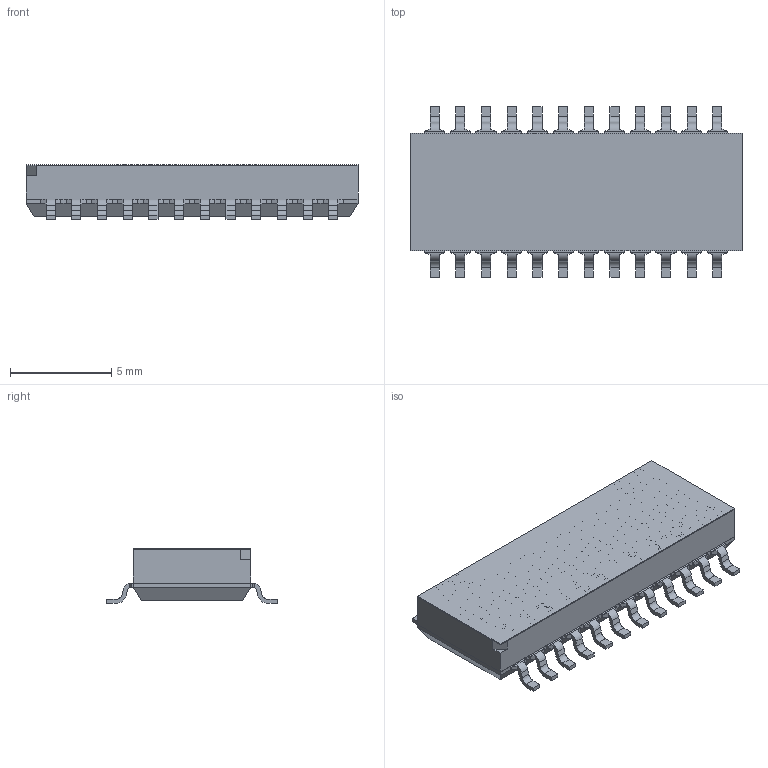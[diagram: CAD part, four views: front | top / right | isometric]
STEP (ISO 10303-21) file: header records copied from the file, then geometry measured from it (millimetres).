
FILE_DESCRIPTION( ( 'Unknown' ), '1' );
FILE_NAME( '416131160812.stp', 'Unknown', ( 'Unknown' ), ( 'Unknown' ), 'PSStep 17.0.49', 'Unknown', ' ' );
FILE_SCHEMA( ( 'AUTOMOTIVE_DESIGN { 1 0 10303 214 1 1 1 1 }' ) );
Length unit declared in the file: millimetre
Products named in the file (8): Assem1; Terminal; Actuator; Contact; Lead_Terminal 12; Housing_12; Cover_Tape_12
Assembly tree (51 placements, depth 2):
  Assem1
    Terminal  x12
    Terminal  x12
    Actuator  x12
    Contact  x12
    Lead_Terminal 12
    Housing_12
    Cover_Tape_12
Bounding box: 16.41 x 8.44 x 2.7 mm (x, y, z)
Volume: 194.3 mm3; surface area: 1227.4 mm2
Topology: 51 solids, 51 shells, 1812 faces, 4893 edges, 3186 vertices
Faces by surface type: plane 1500, cylinder 276, extrusion 36
Full cylindrical faces by diameter (mm): 0.5 x12
Entity records: 30014 total; most frequent: CARTESIAN_POINT 6194, ORIENTED_EDGE 3914, DIRECTION 3241, EDGE_CURVE 1957, VECTOR 1661, LINE 1625, VERTEX_POINT 1260, AXIS2_PLACEMENT_3D 790
